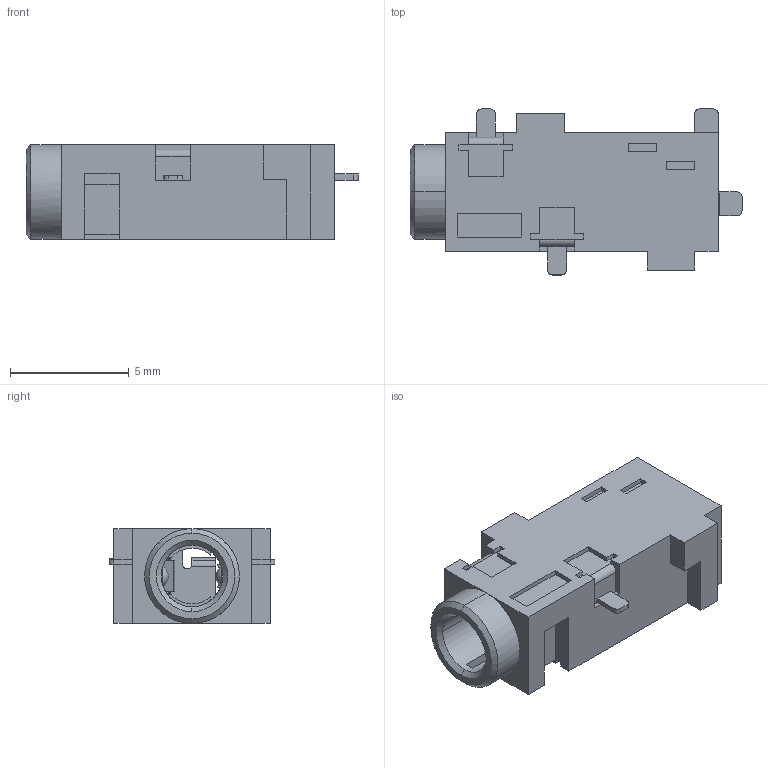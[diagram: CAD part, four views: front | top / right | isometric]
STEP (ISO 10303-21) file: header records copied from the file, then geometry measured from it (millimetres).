
FILE_DESCRIPTION (( 'STEP AP214' ), '1' );
FILE_NAME ('CUI_DEVICES_SJ2-25773B-SMT-TR.step', '2019-10-20T22:42:56', ( '' ), ( '' ), 'SwSTEP 2.0', 'SolidWorks 2019', '' );
FILE_SCHEMA (( 'AUTOMOTIVE_DESIGN' ));
Length unit declared in the file: inch
Products named in the file (1): CUI_DEVICES_SJ2-25773B-SMT-TR
Bounding box: 14 x 7 x 4 mm (x, y, z)
Volume: 184.9 mm3; surface area: 438.9 mm2
Topology: 1 solids, 3 shells, 272 faces, 778 edges, 518 vertices
Faces by surface type: plane 205, cylinder 53, sphere 10, cone 4
Entity records: 12575 total; most frequent: CARTESIAN_POINT 1845, ORIENTED_EDGE 1552, DIRECTION 1414, EDGE_CURVE 776, VECTOR 584, LINE 584, VERTEX_POINT 517, AXIS2_PLACEMENT_3D 415
